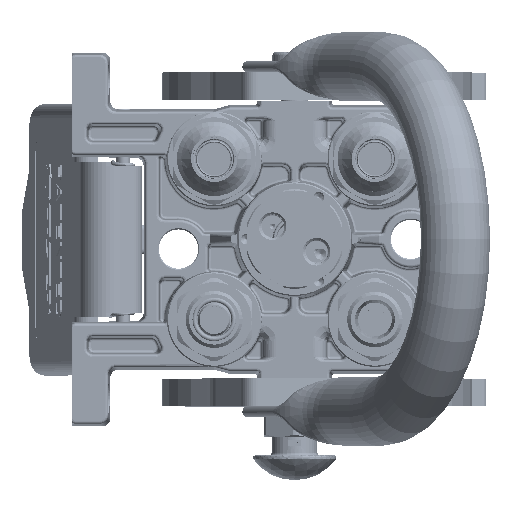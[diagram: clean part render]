
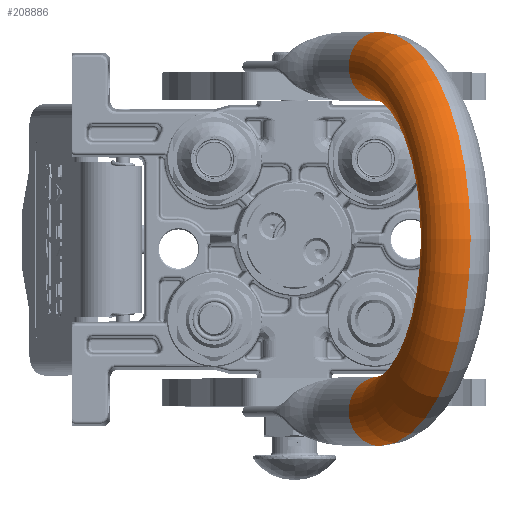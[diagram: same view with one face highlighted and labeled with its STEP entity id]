
A CAD part, top view. The second image highlights one B-rep face of the part: STEP entity #208886.
In plain terms, the highlighted toroidal (fillet/blend) face has major radius 62.25 mm and minor radius 12.5 mm.
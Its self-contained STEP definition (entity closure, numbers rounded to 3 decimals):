
#341 = AXIS2_PLACEMENT_3D ( 'NONE', #42269, #98888, #135598 ) ;
#9071 = DIRECTION ( 'NONE',  ( 0., 0., 1. ) ) ;
#17353 = CARTESIAN_POINT ( 'NONE',  ( 0., 0., 25.25 ) ) ;
#25659 = EDGE_CURVE ( 'NONE', #71450, #93904, #54579, .T. ) ;
#36805 = CARTESIAN_POINT ( 'NONE',  ( 0., 0., 25.25 ) ) ;
#37302 = AXIS2_PLACEMENT_3D ( 'NONE', #17353, #109087, #73199 ) ;
#40369 = TOROIDAL_SURFACE ( 'NONE', #215859, 62.25, 12.5 ) ;
#42269 = CARTESIAN_POINT ( 'NONE',  ( 62.25, 0., 25.25 ) ) ;
#47540 = CARTESIAN_POINT ( 'NONE',  ( -74.75, 0., 25.25 ) ) ;
#51933 = ORIENTED_EDGE ( 'NONE', *, *, #124451, .F. ) ;
#54579 = CIRCLE ( 'NONE', #37302, 74.75 ) ;
#58948 = EDGE_CURVE ( 'NONE', #71450, #180397, #203765, .T. ) ;
#60170 = VERTEX_POINT ( 'NONE', #146282 ) ;
#71450 = VERTEX_POINT ( 'NONE', #47540 ) ;
#73199 = DIRECTION ( 'NONE',  ( -1., 0., 0. ) ) ;
#77479 = FACE_OUTER_BOUND ( 'NONE', #96417, .T. ) ;
#78973 = ORIENTED_EDGE ( 'NONE', *, *, #212408, .T. ) ;
#91893 = CIRCLE ( 'NONE', #341, 12.5 ) ;
#93904 = VERTEX_POINT ( 'NONE', #127257 ) ;
#96417 = EDGE_LOOP ( 'NONE', ( #78973, #51933, #121451, #228844 ) ) ;
#98888 = DIRECTION ( 'NONE',  ( 0., 0., -1. ) ) ;
#109087 = DIRECTION ( 'NONE',  ( 0., 1., 0. ) ) ;
#119985 = CARTESIAN_POINT ( 'NONE',  ( -62.25, 0., 25.25 ) ) ;
#121451 = ORIENTED_EDGE ( 'NONE', *, *, #25659, .F. ) ;
#122754 = CARTESIAN_POINT ( 'NONE',  ( 0., 0., 25.25 ) ) ;
#124451 = EDGE_CURVE ( 'NONE', #93904, #60170, #91893, .T. ) ;
#127257 = CARTESIAN_POINT ( 'NONE',  ( 74.75, 0., 25.25 ) ) ;
#135598 = DIRECTION ( 'NONE',  ( 1., 0., 0. ) ) ;
#135967 = DIRECTION ( 'NONE',  ( -1., 0., 0. ) ) ;
#137056 = AXIS2_PLACEMENT_3D ( 'NONE', #36805, #164396, #149257 ) ;
#146282 = CARTESIAN_POINT ( 'NONE',  ( 49.75, 0., 25.25 ) ) ;
#149257 = DIRECTION ( 'NONE',  ( -1., 0., 0. ) ) ;
#160345 = CIRCLE ( 'NONE', #137056, 49.75 ) ;
#164396 = DIRECTION ( 'NONE',  ( 0., 1., 0. ) ) ;
#179259 = DIRECTION ( 'NONE',  ( 1., 0., 0. ) ) ;
#180397 = VERTEX_POINT ( 'NONE', #213091 ) ;
#197680 = DIRECTION ( 'NONE',  ( 0., 1., 0. ) ) ;
#203765 = CIRCLE ( 'NONE', #209915, 12.5 ) ;
#208886 = ADVANCED_FACE ( 'NONE', ( #77479 ), #40369, .T. ) ;
#209915 = AXIS2_PLACEMENT_3D ( 'NONE', #119985, #9071, #135967 ) ;
#212408 = EDGE_CURVE ( 'NONE', #180397, #60170, #160345, .T. ) ;
#213091 = CARTESIAN_POINT ( 'NONE',  ( -49.75, 0., 25.25 ) ) ;
#215859 = AXIS2_PLACEMENT_3D ( 'NONE', #122754, #197680, #179259 ) ;
#228844 = ORIENTED_EDGE ( 'NONE', *, *, #58948, .T. ) ;
